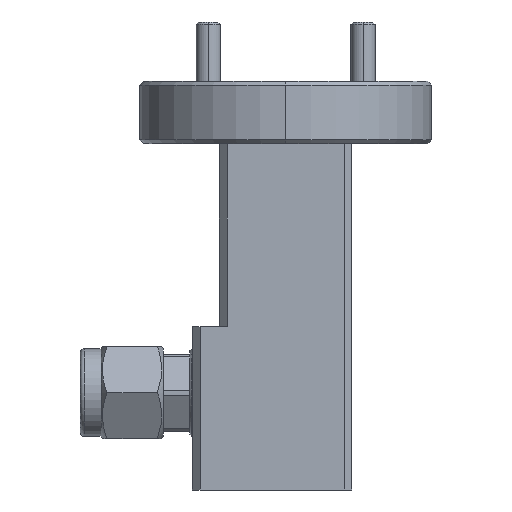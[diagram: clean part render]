
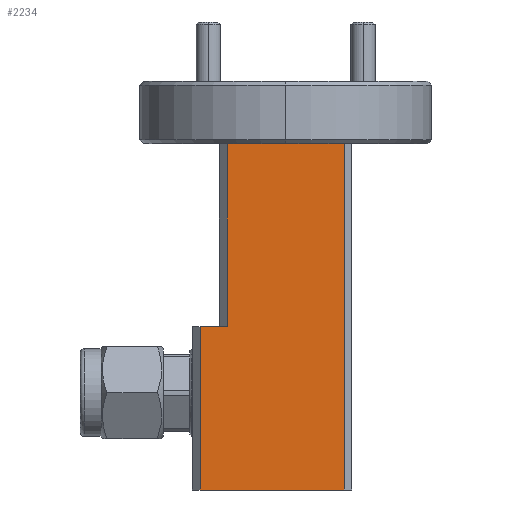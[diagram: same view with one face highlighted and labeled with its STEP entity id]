
A CAD part, left-side view. The second image highlights one B-rep face of the part: STEP entity #2234.
In plain terms, the highlighted planar face has unit normal (-1, 0, 0).
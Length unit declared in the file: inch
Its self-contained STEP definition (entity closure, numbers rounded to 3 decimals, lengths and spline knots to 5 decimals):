
#36 = CARTESIAN_POINT ( 'NONE',  ( -0.17, 0.22, -1.05 ) ) ;
#105 = VECTOR ( 'NONE', #6755, 39.37008 ) ;
#603 = DIRECTION ( 'NONE',  ( 0., 0., -1. ) ) ;
#732 = VECTOR ( 'NONE', #4217, 39.37008 ) ;
#844 = ORIENTED_EDGE ( 'NONE', *, *, #3192, .T. ) ;
#868 = ORIENTED_EDGE ( 'NONE', *, *, #5463, .T. ) ;
#910 = VECTOR ( 'NONE', #4281, 39.37008 ) ;
#1316 = CARTESIAN_POINT ( 'NONE',  ( -0.17, 0.15, -0.16 ) ) ;
#1393 = VERTEX_POINT ( 'NONE', #1316 ) ;
#1530 = DIRECTION ( 'NONE',  ( 0., 1., 0. ) ) ;
#1689 = VERTEX_POINT ( 'NONE', #6385 ) ;
#1935 = CARTESIAN_POINT ( 'NONE',  ( -0.17, 0.15, -0.63 ) ) ;
#1968 = FACE_OUTER_BOUND ( 'NONE', #6609, .T. ) ;
#1977 = CARTESIAN_POINT ( 'NONE',  ( -0.17, -0.15, -2.63263 ) ) ;
#2201 = CARTESIAN_POINT ( 'NONE',  ( -0.17, 0.22, -0.63 ) ) ;
#2234 = ADVANCED_FACE ( 'NONE', ( #1968 ), #6873, .F. ) ;
#2455 = LINE ( 'NONE', #2993, #5741 ) ;
#2502 = DIRECTION ( 'NONE',  ( 0., -1., 0. ) ) ;
#2520 = DIRECTION ( 'NONE',  ( 1., 0., 0. ) ) ;
#2531 = VERTEX_POINT ( 'NONE', #36 ) ;
#2879 = LINE ( 'NONE', #4920, #6714 ) ;
#2993 = CARTESIAN_POINT ( 'NONE',  ( -0.17, -0.17, -1.05 ) ) ;
#3020 = VERTEX_POINT ( 'NONE', #3314 ) ;
#3034 = ORIENTED_EDGE ( 'NONE', *, *, #5597, .T. ) ;
#3192 = EDGE_CURVE ( 'NONE', #2531, #6925, #2455, .T. ) ;
#3255 = LINE ( 'NONE', #7029, #910 ) ;
#3314 = CARTESIAN_POINT ( 'NONE',  ( -0.17, -0.15, -0.16 ) ) ;
#3424 = ORIENTED_EDGE ( 'NONE', *, *, #6776, .T. ) ;
#3548 = LINE ( 'NONE', #1935, #105 ) ;
#3674 = LINE ( 'NONE', #6514, #5100 ) ;
#4217 = DIRECTION ( 'NONE',  ( 0., 0., 1. ) ) ;
#4281 = DIRECTION ( 'NONE',  ( 0., 1., 0. ) ) ;
#4917 = ORIENTED_EDGE ( 'NONE', *, *, #5992, .T. ) ;
#4920 = CARTESIAN_POINT ( 'NONE',  ( -0.17, 0.22, -2.63263 ) ) ;
#5065 = ORIENTED_EDGE ( 'NONE', *, *, #6645, .T. ) ;
#5100 = VECTOR ( 'NONE', #1530, 39.37008 ) ;
#5368 = CARTESIAN_POINT ( 'NONE',  ( -0.17, -0.15, -1.05 ) ) ;
#5463 = EDGE_CURVE ( 'NONE', #3020, #1393, #3255, .T. ) ;
#5597 = EDGE_CURVE ( 'NONE', #1393, #1689, #3548, .T. ) ;
#5741 = VECTOR ( 'NONE', #2502, 39.37008 ) ;
#5992 = EDGE_CURVE ( 'NONE', #6405, #2531, #2879, .T. ) ;
#6333 = CARTESIAN_POINT ( 'NONE',  ( -0.17, -0.17, -2.63263 ) ) ;
#6385 = CARTESIAN_POINT ( 'NONE',  ( -0.17, 0.15, -0.63 ) ) ;
#6405 = VERTEX_POINT ( 'NONE', #2201 ) ;
#6514 = CARTESIAN_POINT ( 'NONE',  ( -0.17, -0.75009, -0.63 ) ) ;
#6609 = EDGE_LOOP ( 'NONE', ( #868, #3034, #3424, #4917, #844, #5065 ) ) ;
#6645 = EDGE_CURVE ( 'NONE', #6925, #3020, #6960, .T. ) ;
#6714 = VECTOR ( 'NONE', #603, 39.37008 ) ;
#6751 = AXIS2_PLACEMENT_3D ( 'NONE', #6333, #2520, #6835 ) ;
#6755 = DIRECTION ( 'NONE',  ( 0., 0., -1. ) ) ;
#6776 = EDGE_CURVE ( 'NONE', #1689, #6405, #3674, .T. ) ;
#6835 = DIRECTION ( 'NONE',  ( 0., -1., 0. ) ) ;
#6873 = PLANE ( 'NONE',  #6751 ) ;
#6925 = VERTEX_POINT ( 'NONE', #5368 ) ;
#6960 = LINE ( 'NONE', #1977, #732 ) ;
#7029 = CARTESIAN_POINT ( 'NONE',  ( -0.17, -0.17, -0.16 ) ) ;
